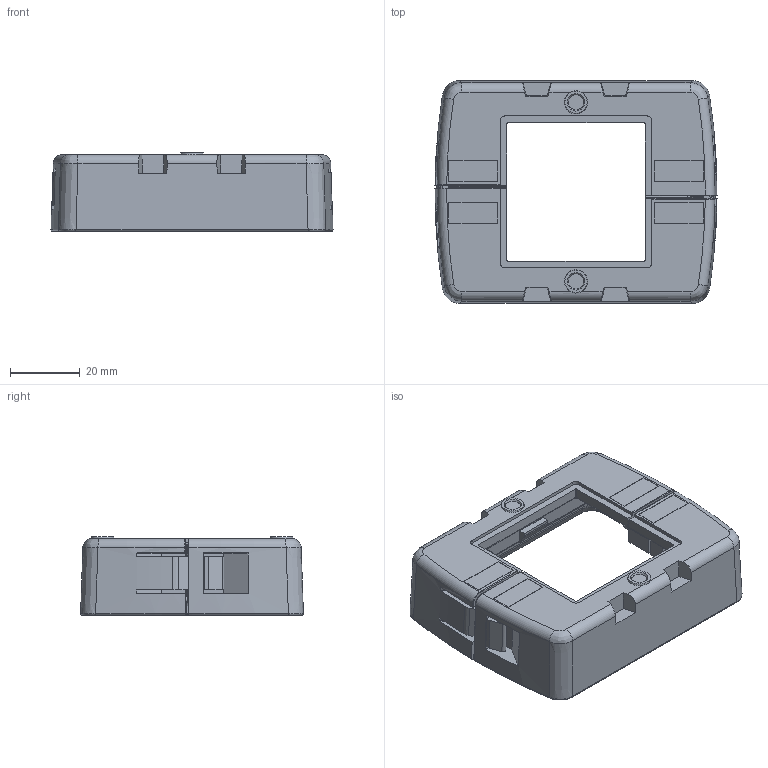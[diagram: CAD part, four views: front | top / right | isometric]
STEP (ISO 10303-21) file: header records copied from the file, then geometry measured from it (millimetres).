
FILE_DESCRIPTION(/* description */ (''),/* implementation_level */ '2;1');
FILE_NAME(/* name */ '28885.4_KDSI-AD_1-4.stp',/* time_stamp */ '2021-05-11T11:22:44+02:00',/* author */ (''),/* organization */ (''),/* preprocessor_version */ 'ST-DEVELOPER v16.7',/* originating_system */ 'SIEMENS PLM Software NX 12.0',/* authorisation */ '');
FILE_SCHEMA (('AUTOMOTIVE_DESIGN { 1 0 10303 214 3 1 1 1 }'));
Length unit declared in the file: millimetre
Products named in the file (2): KDSI-AD_1-4; 28880.4_KDSI-SR_1-4
Assembly tree (2 placements, depth 2):
  28880.4_KDSI-SR_1-4
    KDSI-AD_1-4  x2
Bounding box: 80.95 x 63.96 x 22.5 mm (x, y, z)
Volume: 30709 mm3; surface area: 20786.6 mm2
Topology: 2 solids, 6 shells, 516 faces, 1368 edges, 868 vertices
Faces by surface type: plane 250, cylinder 94, bspline 92, cone 32, torus 30, extrusion 14, sphere 4
Entity records: 9087 total; most frequent: CARTESIAN_POINT 3068, ORIENTED_EDGE 1358, DIRECTION 1072, EDGE_CURVE 679, VERTEX_POINT 433, VECTOR 362, LINE 355, AXIS2_PLACEMENT_3D 355
